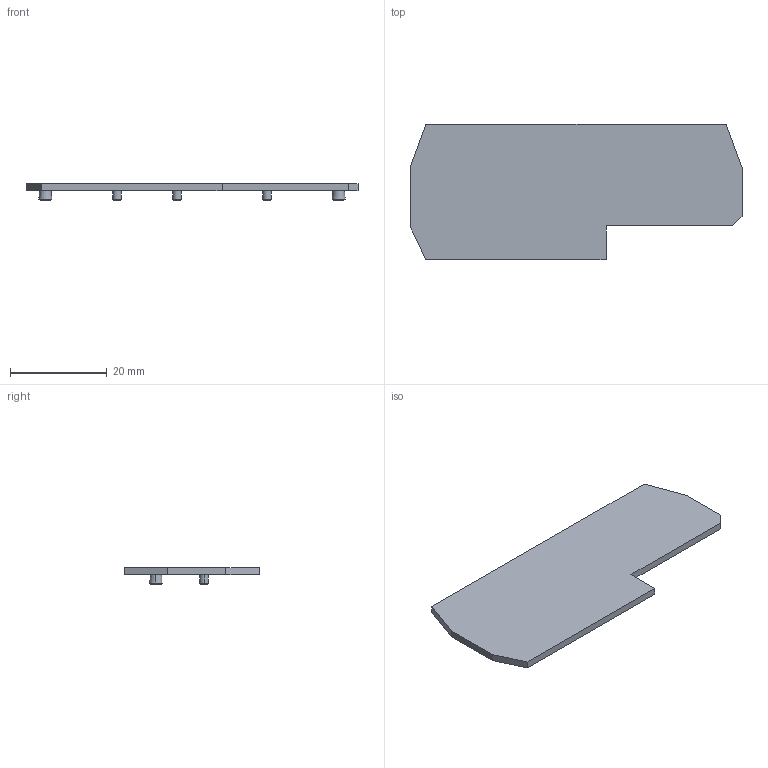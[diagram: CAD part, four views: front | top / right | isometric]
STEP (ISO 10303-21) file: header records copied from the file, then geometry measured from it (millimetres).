
FILE_DESCRIPTION (( 'STEP AP214' ), '1' );
FILE_NAME ('42016_DN-QEC12-1-2.step', '2014-05-28T15:17:27', ( '' ), ( '' ), 'SwSTEP 2.0', 'SolidWorks 2013', '' );
FILE_SCHEMA (( 'AUTOMOTIVE_DESIGN' ));
Length unit declared in the file: millimetre
Products named in the file (1): 42016_DN-QEC12-1-2
Bounding box: 68.6 x 28 x 3.5 mm (x, y, z)
Volume: 2543.5 mm3; surface area: 3728.9 mm2
Topology: 1 solids, 1 shells, 51 faces, 112 edges, 72 vertices
Faces by surface type: plane 19, cone 18, cylinder 6, sphere 4, torus 4
Entity records: 1454 total; most frequent: DIRECTION 274, CARTESIAN_POINT 236, ORIENTED_EDGE 224, EDGE_CURVE 112, AXIS2_PLACEMENT_3D 110, VERTEX_POINT 72, EDGE_LOOP 60, CIRCLE 58
